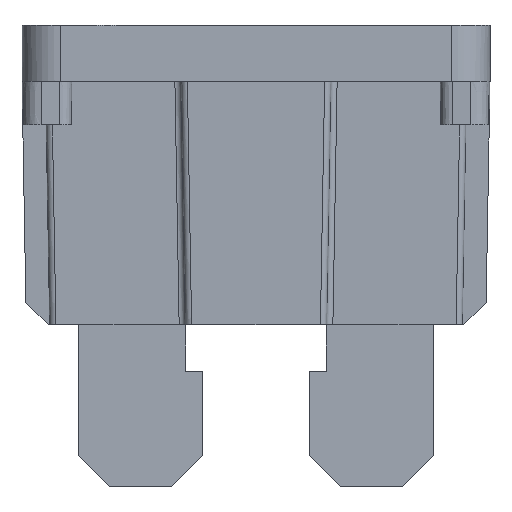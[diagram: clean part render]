
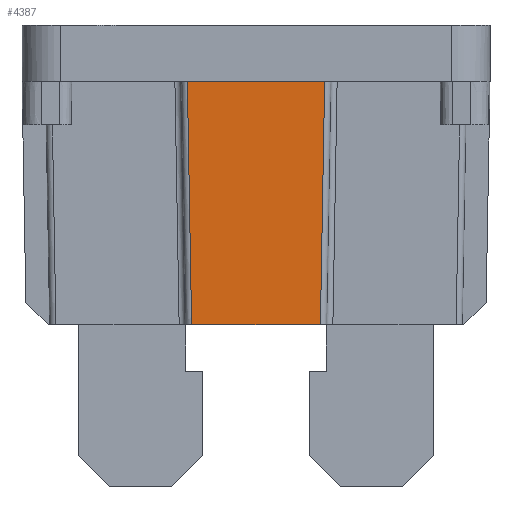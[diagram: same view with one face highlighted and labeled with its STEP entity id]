
A CAD part, front view. The second image highlights one B-rep face of the part: STEP entity #4387.
In plain terms, the highlighted planar face has unit normal (0, -1, -0.018).
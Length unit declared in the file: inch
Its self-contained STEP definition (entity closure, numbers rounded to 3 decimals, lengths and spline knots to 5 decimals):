
#12 = FACE_OUTER_BOUND ( 'NONE', #4260, .T. ) ;
#126 = DIRECTION ( 'NONE',  ( 0., 0.017, -1. ) ) ;
#127 = DIRECTION ( 'NONE',  ( 0., -1., -0.017 ) ) ;
#128 = CARTESIAN_POINT ( 'NONE',  ( 0.12, -0.075, -0.09 ) ) ;
#129 = AXIS2_PLACEMENT_3D ( 'NONE', #128, #127, #126 ) ;
#130 = PLANE ( 'NONE',  #129 ) ;
#3740 = VERTEX_POINT ( 'NONE', #5302 ) ;
#3847 = EDGE_CURVE ( 'NONE', #3865, #3740, #5604, .T. ) ;
#3865 = VERTEX_POINT ( 'NONE', #5748 ) ;
#4169 = VERTEX_POINT ( 'NONE', #6552 ) ;
#4171 = EDGE_CURVE ( 'NONE', #4172, #4169, #6551, .T. ) ;
#4172 = VERTEX_POINT ( 'NONE', #6542 ) ;
#4260 = EDGE_LOOP ( 'NONE', ( #4261, #4262, #4264, #4265 ) ) ;
#4261 = ORIENTED_EDGE ( 'NONE', *, *, #4171, .T. ) ;
#4262 = ORIENTED_EDGE ( 'NONE', *, *, #4263, .T. ) ;
#4263 = EDGE_CURVE ( 'NONE', #4169, #3865, #7043, .T. ) ;
#4264 = ORIENTED_EDGE ( 'NONE', *, *, #3847, .T. ) ;
#4265 = ORIENTED_EDGE ( 'NONE', *, *, #4266, .T. ) ;
#4266 = EDGE_CURVE ( 'NONE', #3740, #4172, #7035, .T. ) ;
#4387 = ADVANCED_FACE ( 'NONE', ( #12 ), #130, .T. ) ;
#5302 = CARTESIAN_POINT ( 'NONE',  ( 0.10319, -0.06819, -0.48 ) ) ;
#5601 = DIRECTION ( 'NONE',  ( 1., 0., 0. ) ) ;
#5602 = VECTOR ( 'NONE', #5601, 39.37008 ) ;
#5603 = CARTESIAN_POINT ( 'NONE',  ( 0.12, -0.06819, -0.48 ) ) ;
#5604 = LINE ( 'NONE', #5603, #5602 ) ;
#5748 = CARTESIAN_POINT ( 'NONE',  ( -0.10319, -0.06819, -0.48 ) ) ;
#6542 = CARTESIAN_POINT ( 'NONE',  ( 0.11, -0.075, -0.09 ) ) ;
#6543 = DIRECTION ( 'NONE',  ( -1., 0., 0. ) ) ;
#6544 = VECTOR ( 'NONE', #6543, 39.37008 ) ;
#6545 = CARTESIAN_POINT ( 'NONE',  ( 0.12, -0.075, -0.09 ) ) ;
#6551 = LINE ( 'NONE', #6545, #6544 ) ;
#6552 = CARTESIAN_POINT ( 'NONE',  ( -0.11, -0.075, -0.09 ) ) ;
#7031 = DIRECTION ( 'NONE',  ( 0.017, -0.017, 1. ) ) ;
#7032 = VECTOR ( 'NONE', #7031, 39.37008 ) ;
#7033 = CARTESIAN_POINT ( 'NONE',  ( 0.11, -0.075, -0.08983 ) ) ;
#7035 = LINE ( 'NONE', #7033, #7032 ) ;
#7036 = DIRECTION ( 'NONE',  ( 0.017, 0.017, -1. ) ) ;
#7037 = VECTOR ( 'NONE', #7036, 39.37008 ) ;
#7038 = CARTESIAN_POINT ( 'NONE',  ( -0.10993, -0.07493, -0.09401 ) ) ;
#7043 = LINE ( 'NONE', #7038, #7037 ) ;
